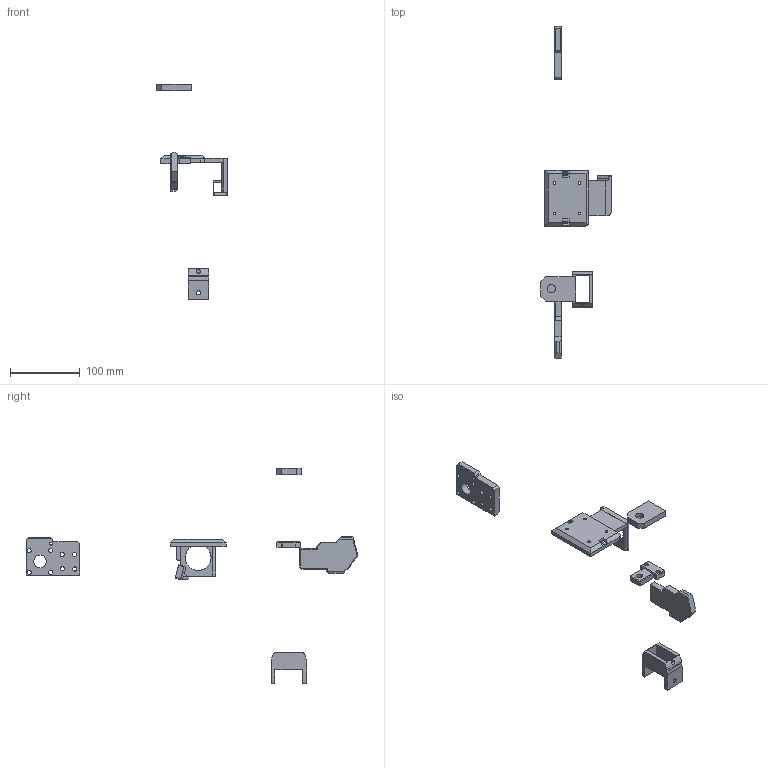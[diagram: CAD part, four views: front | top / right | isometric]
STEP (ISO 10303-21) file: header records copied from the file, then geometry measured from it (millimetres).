
FILE_DESCRIPTION(/* description */ (''),/* implementation_level */ '2;1');
FILE_NAME(/* name */ 'GANTRY COMPONENTS.step',/* time_stamp */ '2025-10-22T17:36:45+05:30',/* author */ (''),/* organization */ (''),/* preprocessor_version */ 'ST-DEVELOPER v20.1',/* originating_system */ 'Autodesk Translation Framework v14.17.0.0',/* authorisation */ '');
FILE_SCHEMA (('AUTOMOTIVE_DESIGN { 1 0 10303 214 3 1 1 }'));
Length unit declared in the file: millimetre
Products named in the file (1): 2025-10-22-17-31-10-102
Bounding box: 101.26 x 476.34 x 308.8 mm (x, y, z)
Volume: 176911.3 mm3; surface area: 62341.3 mm2
Topology: 6 solids, 6 shells, 220 faces, 586 edges, 380 vertices
Faces by surface type: plane 178, cylinder 42
Full cylindrical faces by diameter (mm): 4 x5, 6 x21, 8.526 x1, 12 x1, 18 x1, 37.043 x1
Entity records: 6925 total; most frequent: CARTESIAN_POINT 1225, ORIENTED_EDGE 1172, DIRECTION 1124, EDGE_CURVE 586, LINE 486, VECTOR 486, VERTEX_POINT 380, AXIS2_PLACEMENT_3D 319
